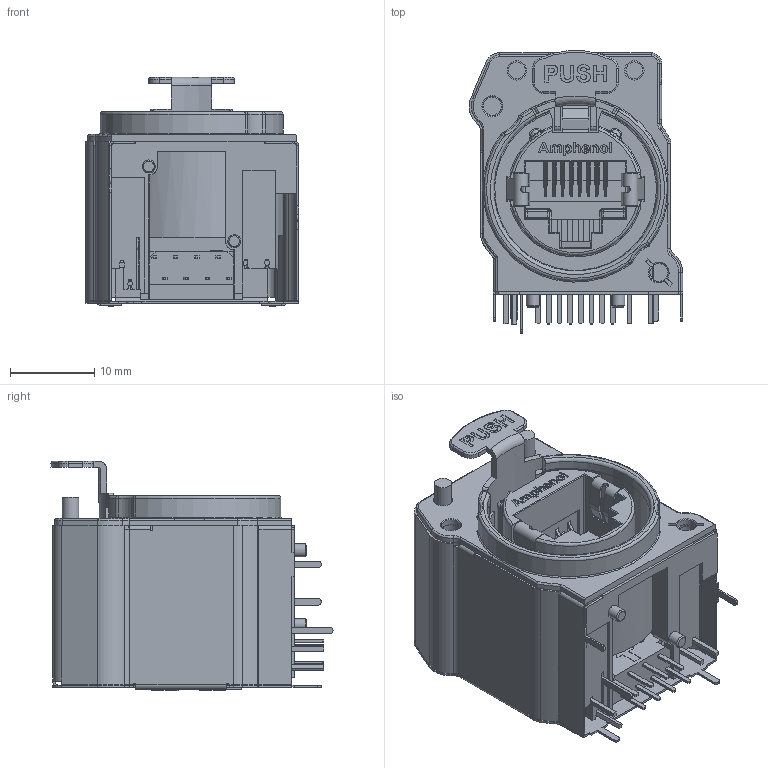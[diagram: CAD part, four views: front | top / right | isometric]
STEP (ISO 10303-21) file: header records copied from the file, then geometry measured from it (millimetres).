
FILE_DESCRIPTION((''),'2;1');
FILE_NAME('RJX8FB5HXXEB.stp','2013-11-25T14:24:15',('thien'),(''),'Autodesk Inventor 2012','Autodesk Inventor 2012','');
FILE_SCHEMA(('AUTOMOTIVE_DESIGN { 1 0 10303 214 1 1 1 1 }'));
Products named in the file (12): 55010837-000; 51270100-530; 53480098-330; 52080006-331; 52030002-930; 52030001-930; 50300304-030; 50300303-030; 50300303-030_MIR; 52590045-730; 52830004-030; 51560102-930
Assembly tree (11 placements, depth 2):
  55010837-000
    51270100-530
    53480098-330
    52080006-331
    52030002-930
    52030001-930
    50300304-030
    50300303-030
    50300303-030_MIR
    52590045-730
    52830004-030
    51560102-930
Bounding box: 25.39 x 33.58 x 27.3 mm (x, y, z)
Volume: 5663.1 mm3; surface area: 15172.9 mm2
Topology: 11 solids, 12 shells, 2449 faces, 6675 edges, 4273 vertices
Faces by surface type: plane 1793, cylinder 449, bspline 95, torus 60, cone 49, sphere 3
Full cylindrical faces by diameter (mm): 0.7 x8, 0.75 x8, 1 x1, 1.2 x4, 1.3 x3, 1.35 x6, 1.384 x2, 1.55 x2, 2 x2, 2.1 x1, 2.15 x2, 2.3 x5
Entity records: 78104 total; most frequent: CARTESIAN_POINT 15926, ORIENTED_EDGE 13146, DIRECTION 12168, EDGE_CURVE 6588, VECTOR 5180, LINE 5180, VERTEX_POINT 4257, AXIS2_PLACEMENT_3D 3494
